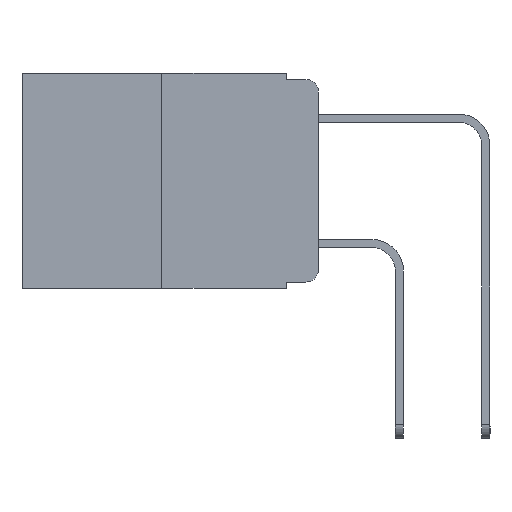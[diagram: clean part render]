
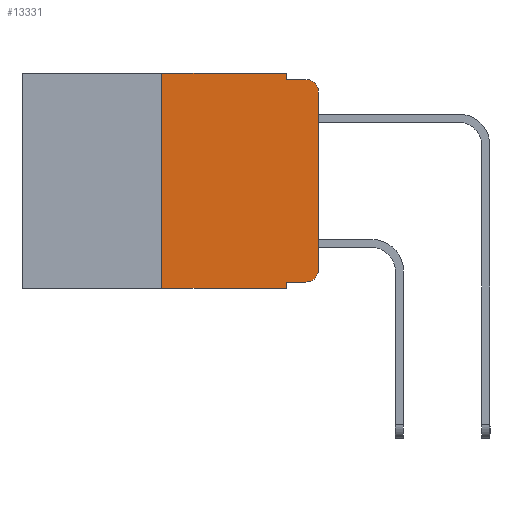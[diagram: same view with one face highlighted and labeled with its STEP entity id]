
A CAD part, left-side view. The second image highlights one B-rep face of the part: STEP entity #13331.
In plain terms, the highlighted planar face has unit normal (-1, 0, 0).
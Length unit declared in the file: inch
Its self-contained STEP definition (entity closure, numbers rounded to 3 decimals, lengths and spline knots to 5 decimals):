
#152 = CARTESIAN_POINT ( 'NONE',  ( 0., 0., -0.313 ) ) ;
#187 = VERTEX_POINT ( 'NONE', #13972 ) ;
#592 = EDGE_CURVE ( 'NONE', #18532, #13435, #13645, .T. ) ;
#1183 = CARTESIAN_POINT ( 'NONE',  ( 0., 0.25, 0. ) ) ;
#1640 = ORIENTED_EDGE ( 'NONE', *, *, #10752, .F. ) ;
#1879 = VERTEX_POINT ( 'NONE', #10576 ) ;
#1945 = CARTESIAN_POINT ( 'NONE',  ( 0., 0.02, -0.313 ) ) ;
#2125 = DIRECTION ( 'NONE',  ( 1., 0., 0. ) ) ;
#2405 = LINE ( 'NONE', #8262, #11227 ) ;
#2710 = LINE ( 'NONE', #16040, #16753 ) ;
#2948 = VERTEX_POINT ( 'NONE', #6523 ) ;
#2978 = CARTESIAN_POINT ( 'NONE',  ( 0., 0.25, 0. ) ) ;
#3704 = LINE ( 'NONE', #3799, #15988 ) ;
#3799 = CARTESIAN_POINT ( 'NONE',  ( 0., 0.051, 0. ) ) ;
#3900 = DIRECTION ( 'NONE',  ( 0., -1., 0. ) ) ;
#4310 = VECTOR ( 'NONE', #8969, 39.37008 ) ;
#4587 = ORIENTED_EDGE ( 'NONE', *, *, #15332, .F. ) ;
#4845 = CARTESIAN_POINT ( 'NONE',  ( 0., 0.051, 0. ) ) ;
#5103 = FACE_OUTER_BOUND ( 'NONE', #9651, .T. ) ;
#5699 = AXIS2_PLACEMENT_3D ( 'NONE', #18354, #2125, #8177 ) ;
#5768 = DIRECTION ( 'NONE',  ( 0., 0., 1. ) ) ;
#5773 = VECTOR ( 'NONE', #7634, 39.37008 ) ;
#5982 = VERTEX_POINT ( 'NONE', #8430 ) ;
#6059 = EDGE_CURVE ( 'NONE', #187, #9137, #7624, .T. ) ;
#6260 = AXIS2_PLACEMENT_3D ( 'NONE', #1945, #11104, #15871 ) ;
#6363 = DIRECTION ( 'NONE',  ( 0., -1., 0. ) ) ;
#6449 = CARTESIAN_POINT ( 'NONE',  ( 0., 0.051, -0.01 ) ) ;
#6523 = CARTESIAN_POINT ( 'NONE',  ( 0., 0.02, -0.333 ) ) ;
#6653 = ORIENTED_EDGE ( 'NONE', *, *, #17196, .T. ) ;
#7528 = EDGE_CURVE ( 'NONE', #1879, #9137, #2405, .T. ) ;
#7536 = EDGE_CURVE ( 'NONE', #5982, #12475, #3704, .T. ) ;
#7624 = LINE ( 'NONE', #4845, #12277 ) ;
#7634 = DIRECTION ( 'NONE',  ( 0., -1., 0. ) ) ;
#7758 = CARTESIAN_POINT ( 'NONE',  ( 0., 0.051, -0.343 ) ) ;
#7801 = ORIENTED_EDGE ( 'NONE', *, *, #592, .T. ) ;
#7803 = ORIENTED_EDGE ( 'NONE', *, *, #17676, .T. ) ;
#7935 = CARTESIAN_POINT ( 'NONE',  ( 0., 0.02, -0.03 ) ) ;
#8177 = DIRECTION ( 'NONE',  ( 0., 0., -1. ) ) ;
#8262 = CARTESIAN_POINT ( 'NONE',  ( 0., 0.473, -0.343 ) ) ;
#8430 = CARTESIAN_POINT ( 'NONE',  ( 0., 0.051, 0. ) ) ;
#8774 = DIRECTION ( 'NONE',  ( 0., 0., 1. ) ) ;
#8964 = EDGE_CURVE ( 'NONE', #187, #2948, #13749, .T. ) ;
#8969 = DIRECTION ( 'NONE',  ( 0., -1., 0. ) ) ;
#9048 = LINE ( 'NONE', #1183, #12412 ) ;
#9137 = VERTEX_POINT ( 'NONE', #7758 ) ;
#9376 = VERTEX_POINT ( 'NONE', #2978 ) ;
#9422 = CIRCLE ( 'NONE', #6260, 0.02 ) ;
#9651 = EDGE_LOOP ( 'NONE', ( #7803, #7801, #4587, #11766, #12642, #1640, #10899, #9696, #10525, #6653 ) ) ;
#9696 = ORIENTED_EDGE ( 'NONE', *, *, #6059, .F. ) ;
#9968 = DIRECTION ( 'NONE',  ( 0., 0., -1. ) ) ;
#10142 = AXIS2_PLACEMENT_3D ( 'NONE', #7935, #18402, #10839 ) ;
#10525 = ORIENTED_EDGE ( 'NONE', *, *, #8964, .T. ) ;
#10576 = CARTESIAN_POINT ( 'NONE',  ( 0., 0.25, -0.343 ) ) ;
#10752 = EDGE_CURVE ( 'NONE', #1879, #9376, #9048, .T. ) ;
#10839 = DIRECTION ( 'NONE',  ( 0., 0., -1. ) ) ;
#10841 = CARTESIAN_POINT ( 'NONE',  ( 0., 0.473, 0. ) ) ;
#10899 = ORIENTED_EDGE ( 'NONE', *, *, #7528, .T. ) ;
#11104 = DIRECTION ( 'NONE',  ( -1., 0., 0. ) ) ;
#11227 = VECTOR ( 'NONE', #3900, 39.37008 ) ;
#11766 = ORIENTED_EDGE ( 'NONE', *, *, #7536, .F. ) ;
#12277 = VECTOR ( 'NONE', #16595, 39.37008 ) ;
#12412 = VECTOR ( 'NONE', #5768, 39.37008 ) ;
#12475 = VERTEX_POINT ( 'NONE', #17385 ) ;
#12589 = PLANE ( 'NONE',  #5699 ) ;
#12642 = ORIENTED_EDGE ( 'NONE', *, *, #14276, .F. ) ;
#13331 = ADVANCED_FACE ( 'NONE', ( #5103 ), #12589, .F. ) ;
#13435 = VERTEX_POINT ( 'NONE', #14458 ) ;
#13645 = CIRCLE ( 'NONE', #10142, 0.02 ) ;
#13749 = LINE ( 'NONE', #18125, #4310 ) ;
#13972 = CARTESIAN_POINT ( 'NONE',  ( 0., 0.051, -0.333 ) ) ;
#14009 = LINE ( 'NONE', #6449, #5773 ) ;
#14276 = EDGE_CURVE ( 'NONE', #9376, #5982, #18304, .T. ) ;
#14458 = CARTESIAN_POINT ( 'NONE',  ( 0., 0.02, -0.01 ) ) ;
#15332 = EDGE_CURVE ( 'NONE', #12475, #13435, #14009, .T. ) ;
#15871 = DIRECTION ( 'NONE',  ( 0., 0., -1. ) ) ;
#15988 = VECTOR ( 'NONE', #9968, 39.37008 ) ;
#16040 = CARTESIAN_POINT ( 'NONE',  ( 0., 0., 0. ) ) ;
#16095 = CARTESIAN_POINT ( 'NONE',  ( 0., 0., -0.03 ) ) ;
#16595 = DIRECTION ( 'NONE',  ( 0., 0., -1. ) ) ;
#16753 = VECTOR ( 'NONE', #8774, 39.37008 ) ;
#17125 = VERTEX_POINT ( 'NONE', #152 ) ;
#17174 = VECTOR ( 'NONE', #6363, 39.37008 ) ;
#17196 = EDGE_CURVE ( 'NONE', #2948, #17125, #9422, .T. ) ;
#17385 = CARTESIAN_POINT ( 'NONE',  ( 0., 0.051, -0.01 ) ) ;
#17676 = EDGE_CURVE ( 'NONE', #17125, #18532, #2710, .T. ) ;
#18125 = CARTESIAN_POINT ( 'NONE',  ( 0., 0.051, -0.333 ) ) ;
#18304 = LINE ( 'NONE', #10841, #17174 ) ;
#18354 = CARTESIAN_POINT ( 'NONE',  ( 0., 0.473, 0. ) ) ;
#18402 = DIRECTION ( 'NONE',  ( -1., 0., 0. ) ) ;
#18532 = VERTEX_POINT ( 'NONE', #16095 ) ;
